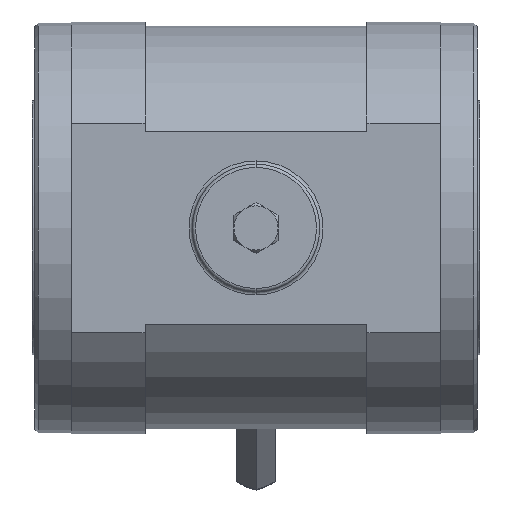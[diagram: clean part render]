
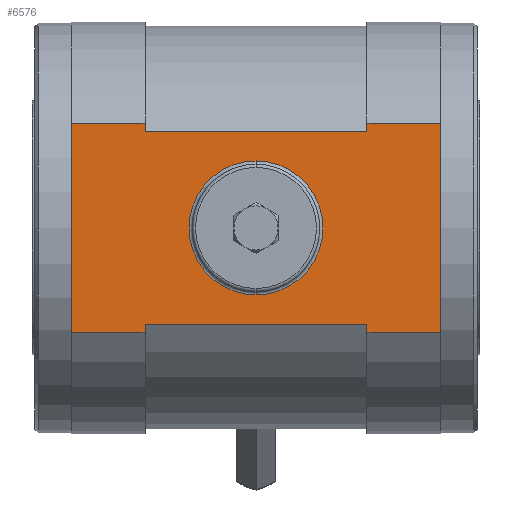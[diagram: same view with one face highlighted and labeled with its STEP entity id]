
A CAD part, front view. The second image highlights one B-rep face of the part: STEP entity #6576.
In plain terms, the highlighted planar face has unit normal (0, -1, 0).
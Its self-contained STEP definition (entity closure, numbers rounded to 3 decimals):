
#63 = VECTOR ( 'NONE', #10987, 1000. ) ;
#246 = VECTOR ( 'NONE', #8229, 1000. ) ;
#303 = EDGE_CURVE ( 'NONE', #12819, #13253, #6440, .T. ) ;
#319 = CARTESIAN_POINT ( 'NONE',  ( 0., -109.792, 41.474 ) ) ;
#567 = VERTEX_POINT ( 'NONE', #3214 ) ;
#631 = CARTESIAN_POINT ( 'NONE',  ( 0., -109.792, 0. ) ) ;
#659 = CARTESIAN_POINT ( 'NONE',  ( -114.5, -109.792, 64.823 ) ) ;
#685 = VECTOR ( 'NONE', #1122, 1000. ) ;
#712 = EDGE_LOOP ( 'NONE', ( #7313, #7089, #3990, #16312, #15615, #2514, #12864, #16650, #1216, #11815, #9959, #2043 ) ) ;
#886 = DIRECTION ( 'NONE',  ( 0., 0., 1. ) ) ;
#1122 = DIRECTION ( 'NONE',  ( 0., 0., 1. ) ) ;
#1144 = ORIENTED_EDGE ( 'NONE', *, *, #11401, .T. ) ;
#1216 = ORIENTED_EDGE ( 'NONE', *, *, #4883, .F. ) ;
#1229 = EDGE_LOOP ( 'NONE', ( #1144, #17946 ) ) ;
#1486 = VERTEX_POINT ( 'NONE', #2852 ) ;
#1581 = EDGE_CURVE ( 'NONE', #12075, #16073, #5019, .T. ) ;
#1894 = CARTESIAN_POINT ( 'NONE',  ( 68.7, -109.792, 59.651 ) ) ;
#1916 = DIRECTION ( 'NONE',  ( 0., 0., 1. ) ) ;
#2043 = ORIENTED_EDGE ( 'NONE', *, *, #12778, .F. ) ;
#2073 = CARTESIAN_POINT ( 'NONE',  ( 114.5, -109.792, 64.823 ) ) ;
#2514 = ORIENTED_EDGE ( 'NONE', *, *, #8691, .F. ) ;
#2537 = LINE ( 'NONE', #9975, #4061 ) ;
#2617 = DIRECTION ( 'NONE',  ( 0., 1., 0. ) ) ;
#2726 = DIRECTION ( 'NONE',  ( 0., 0., 1. ) ) ;
#2852 = CARTESIAN_POINT ( 'NONE',  ( -114.5, -109.792, -64.823 ) ) ;
#3214 = CARTESIAN_POINT ( 'NONE',  ( 0., -109.792, -41.474 ) ) ;
#3535 = CARTESIAN_POINT ( 'NONE',  ( 68.7, -109.792, -59.651 ) ) ;
#3801 = EDGE_CURVE ( 'NONE', #7807, #8878, #17103, .T. ) ;
#3852 = DIRECTION ( 'NONE',  ( 0., 0., 1. ) ) ;
#3890 = CARTESIAN_POINT ( 'NONE',  ( -114.5, -109.792, 64.823 ) ) ;
#3990 = ORIENTED_EDGE ( 'NONE', *, *, #303, .T. ) ;
#3995 = CARTESIAN_POINT ( 'NONE',  ( 114.5, -109.792, 0. ) ) ;
#4061 = VECTOR ( 'NONE', #8278, 1000. ) ;
#4212 = LINE ( 'NONE', #9952, #15045 ) ;
#4302 = EDGE_CURVE ( 'NONE', #567, #15392, #6383, .T. ) ;
#4883 = EDGE_CURVE ( 'NONE', #1486, #7329, #18608, .T. ) ;
#4977 = FACE_BOUND ( 'NONE', #1229, .T. ) ;
#4980 = CARTESIAN_POINT ( 'NONE',  ( 68.7, -109.792, 0. ) ) ;
#5019 = LINE ( 'NONE', #13322, #8733 ) ;
#5228 = CARTESIAN_POINT ( 'NONE',  ( 114.5, -109.792, 64.823 ) ) ;
#5238 = LINE ( 'NONE', #10895, #63 ) ;
#5405 = DIRECTION ( 'NONE',  ( 1., 0., 0. ) ) ;
#5675 = VERTEX_POINT ( 'NONE', #17994 ) ;
#6039 = CARTESIAN_POINT ( 'NONE',  ( 68.7, -109.792, -64.823 ) ) ;
#6154 = CARTESIAN_POINT ( 'NONE',  ( 0., -109.792, 0. ) ) ;
#6383 = CIRCLE ( 'NONE', #18159, 41.474 ) ;
#6391 = DIRECTION ( 'NONE',  ( 0., 1., 0. ) ) ;
#6440 = LINE ( 'NONE', #3995, #246 ) ;
#6576 = ADVANCED_FACE ( 'NONE', ( #4977, #7822 ), #6922, .F. ) ;
#6706 = CARTESIAN_POINT ( 'NONE',  ( -68.7, -109.792, -59.651 ) ) ;
#6732 = LINE ( 'NONE', #5228, #8947 ) ;
#6922 = PLANE ( 'NONE',  #15559 ) ;
#7089 = ORIENTED_EDGE ( 'NONE', *, *, #10816, .F. ) ;
#7173 = VERTEX_POINT ( 'NONE', #6039 ) ;
#7313 = ORIENTED_EDGE ( 'NONE', *, *, #7599, .F. ) ;
#7329 = VERTEX_POINT ( 'NONE', #659 ) ;
#7599 = EDGE_CURVE ( 'NONE', #7173, #18187, #9314, .T. ) ;
#7807 = VERTEX_POINT ( 'NONE', #11836 ) ;
#7822 = FACE_OUTER_BOUND ( 'NONE', #712, .T. ) ;
#8229 = DIRECTION ( 'NONE',  ( 0., 0., 1. ) ) ;
#8278 = DIRECTION ( 'NONE',  ( 1., 0., 0. ) ) ;
#8365 = DIRECTION ( 'NONE',  ( 0., 0., 1. ) ) ;
#8544 = CARTESIAN_POINT ( 'NONE',  ( 68.7, -109.792, -59.651 ) ) ;
#8691 = EDGE_CURVE ( 'NONE', #7807, #9431, #4212, .T. ) ;
#8733 = VECTOR ( 'NONE', #16369, 1000. ) ;
#8878 = VERTEX_POINT ( 'NONE', #15733 ) ;
#8947 = VECTOR ( 'NONE', #5405, 1000. ) ;
#9198 = EDGE_CURVE ( 'NONE', #8878, #7329, #18250, .T. ) ;
#9314 = LINE ( 'NONE', #4980, #12252 ) ;
#9431 = VERTEX_POINT ( 'NONE', #1894 ) ;
#9659 = LINE ( 'NONE', #11156, #17986 ) ;
#9952 = CARTESIAN_POINT ( 'NONE',  ( 68.7, -109.792, 59.651 ) ) ;
#9954 = DIRECTION ( 'NONE',  ( -1., 0., 0. ) ) ;
#9959 = ORIENTED_EDGE ( 'NONE', *, *, #1581, .T. ) ;
#9975 = CARTESIAN_POINT ( 'NONE',  ( -114.5, -109.792, -64.823 ) ) ;
#10134 = AXIS2_PLACEMENT_3D ( 'NONE', #15565, #2617, #8365 ) ;
#10816 = EDGE_CURVE ( 'NONE', #12819, #7173, #5238, .T. ) ;
#10895 = CARTESIAN_POINT ( 'NONE',  ( 114.5, -109.792, -64.823 ) ) ;
#10987 = DIRECTION ( 'NONE',  ( -1., 0., 0. ) ) ;
#11024 = CARTESIAN_POINT ( 'NONE',  ( -68.7, -109.792, 0. ) ) ;
#11156 = CARTESIAN_POINT ( 'NONE',  ( 68.7, -109.792, 0. ) ) ;
#11401 = EDGE_CURVE ( 'NONE', #15392, #567, #18306, .T. ) ;
#11442 = VECTOR ( 'NONE', #9954, 1000. ) ;
#11815 = ORIENTED_EDGE ( 'NONE', *, *, #14241, .T. ) ;
#11836 = CARTESIAN_POINT ( 'NONE',  ( -68.7, -109.792, 59.651 ) ) ;
#12075 = VERTEX_POINT ( 'NONE', #15699 ) ;
#12252 = VECTOR ( 'NONE', #3852, 1000. ) ;
#12697 = CARTESIAN_POINT ( 'NONE',  ( 114.5, -109.792, -64.823 ) ) ;
#12778 = EDGE_CURVE ( 'NONE', #18187, #16073, #16990, .T. ) ;
#12819 = VERTEX_POINT ( 'NONE', #12697 ) ;
#12864 = ORIENTED_EDGE ( 'NONE', *, *, #3801, .T. ) ;
#12914 = VECTOR ( 'NONE', #14000, 1000. ) ;
#13253 = VERTEX_POINT ( 'NONE', #2073 ) ;
#13322 = CARTESIAN_POINT ( 'NONE',  ( -68.7, -109.792, 0. ) ) ;
#13611 = EDGE_CURVE ( 'NONE', #9431, #5675, #9659, .T. ) ;
#14000 = DIRECTION ( 'NONE',  ( -1., 0., 0. ) ) ;
#14241 = EDGE_CURVE ( 'NONE', #1486, #12075, #2537, .T. ) ;
#15045 = VECTOR ( 'NONE', #15837, 1000. ) ;
#15392 = VERTEX_POINT ( 'NONE', #319 ) ;
#15559 = AXIS2_PLACEMENT_3D ( 'NONE', #631, #6391, #16617 ) ;
#15565 = CARTESIAN_POINT ( 'NONE',  ( 0., -109.792, 0. ) ) ;
#15615 = ORIENTED_EDGE ( 'NONE', *, *, #13611, .F. ) ;
#15699 = CARTESIAN_POINT ( 'NONE',  ( -68.7, -109.792, -64.823 ) ) ;
#15733 = CARTESIAN_POINT ( 'NONE',  ( -68.7, -109.792, 64.823 ) ) ;
#15837 = DIRECTION ( 'NONE',  ( 1., 0., 0. ) ) ;
#16073 = VERTEX_POINT ( 'NONE', #6706 ) ;
#16312 = ORIENTED_EDGE ( 'NONE', *, *, #18248, .F. ) ;
#16369 = DIRECTION ( 'NONE',  ( 0., 0., 1. ) ) ;
#16617 = DIRECTION ( 'NONE',  ( 0., 0., 1. ) ) ;
#16648 = VECTOR ( 'NONE', #2726, 1000. ) ;
#16650 = ORIENTED_EDGE ( 'NONE', *, *, #9198, .T. ) ;
#16990 = LINE ( 'NONE', #8544, #11442 ) ;
#17103 = LINE ( 'NONE', #11024, #16648 ) ;
#17604 = DIRECTION ( 'NONE',  ( 0., 1., 0. ) ) ;
#17946 = ORIENTED_EDGE ( 'NONE', *, *, #4302, .T. ) ;
#17986 = VECTOR ( 'NONE', #886, 1000. ) ;
#17994 = CARTESIAN_POINT ( 'NONE',  ( 68.7, -109.792, 64.823 ) ) ;
#18159 = AXIS2_PLACEMENT_3D ( 'NONE', #6154, #17604, #1916 ) ;
#18187 = VERTEX_POINT ( 'NONE', #3535 ) ;
#18248 = EDGE_CURVE ( 'NONE', #5675, #13253, #6732, .T. ) ;
#18250 = LINE ( 'NONE', #3890, #12914 ) ;
#18306 = CIRCLE ( 'NONE', #10134, 41.474 ) ;
#18330 = CARTESIAN_POINT ( 'NONE',  ( -114.5, -109.792, 0. ) ) ;
#18608 = LINE ( 'NONE', #18330, #685 ) ;
